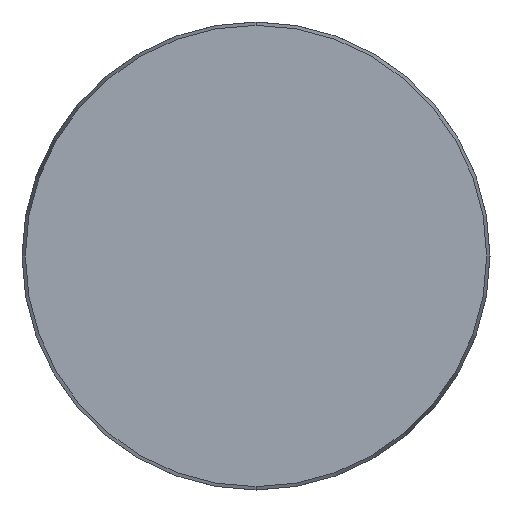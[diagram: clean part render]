
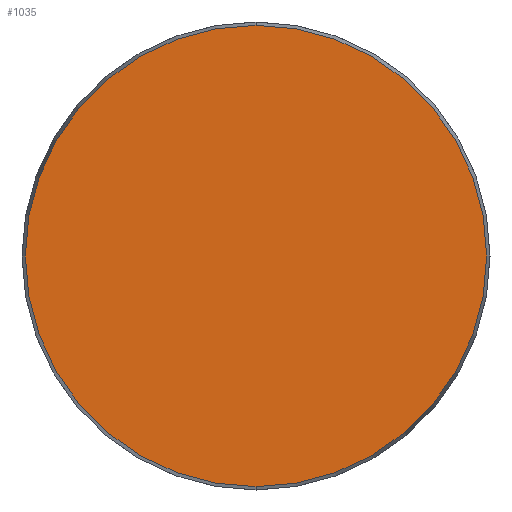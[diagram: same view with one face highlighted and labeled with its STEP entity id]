
A CAD part, front view. The second image highlights one B-rep face of the part: STEP entity #1035.
In plain terms, the highlighted planar face has unit normal (0, -1, 0).
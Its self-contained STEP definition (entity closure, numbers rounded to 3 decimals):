
#238 = DIRECTION ( 'NONE',  ( 0., -1., 0. ) ) ;
#248 = AXIS2_PLACEMENT_3D ( 'NONE', #474, #458, #819 ) ;
#263 = DIRECTION ( 'NONE',  ( 0., 0., 1. ) ) ;
#428 = PLANE ( 'NONE',  #1095 ) ;
#454 = DIRECTION ( 'NONE',  ( 0., 1., 0. ) ) ;
#458 = DIRECTION ( 'NONE',  ( 0., -1., 0. ) ) ;
#474 = CARTESIAN_POINT ( 'NONE',  ( 0., 0., 0. ) ) ;
#546 = CARTESIAN_POINT ( 'NONE',  ( 0., 0., 59.143 ) ) ;
#580 = EDGE_LOOP ( 'NONE', ( #1005, #1006 ) ) ;
#630 = FACE_OUTER_BOUND ( 'NONE', #580, .T. ) ;
#679 = DIRECTION ( 'NONE',  ( 0., 0., -1. ) ) ;
#694 = VERTEX_POINT ( 'NONE', #546 ) ;
#695 = AXIS2_PLACEMENT_3D ( 'NONE', #1062, #238, #679 ) ;
#743 = CARTESIAN_POINT ( 'NONE',  ( 0., 0., -59.143 ) ) ;
#764 = EDGE_CURVE ( 'NONE', #1101, #694, #879, .T. ) ;
#819 = DIRECTION ( 'NONE',  ( 0., 0., -1. ) ) ;
#879 = CIRCLE ( 'NONE', #248, 59.143 ) ;
#892 = EDGE_CURVE ( 'NONE', #694, #1101, #1037, .T. ) ;
#1005 = ORIENTED_EDGE ( 'NONE', *, *, #892, .T. ) ;
#1006 = ORIENTED_EDGE ( 'NONE', *, *, #764, .T. ) ;
#1035 = ADVANCED_FACE ( 'NONE', ( #630 ), #428, .F. ) ;
#1037 = CIRCLE ( 'NONE', #695, 59.143 ) ;
#1062 = CARTESIAN_POINT ( 'NONE',  ( 0., 0., 0. ) ) ;
#1083 = CARTESIAN_POINT ( 'NONE',  ( -59.143, 0., 0. ) ) ;
#1095 = AXIS2_PLACEMENT_3D ( 'NONE', #1083, #454, #263 ) ;
#1101 = VERTEX_POINT ( 'NONE', #743 ) ;
